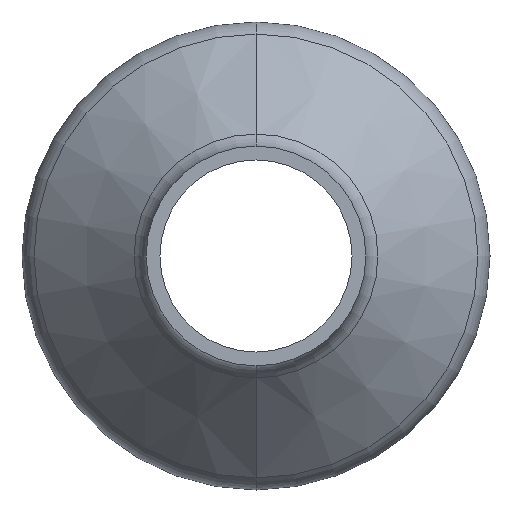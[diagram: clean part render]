
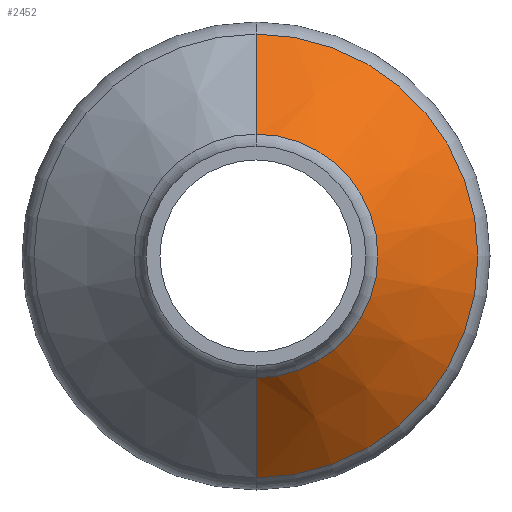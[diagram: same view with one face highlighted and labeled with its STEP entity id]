
A CAD part, front view. The second image highlights one B-rep face of the part: STEP entity #2452.
In plain terms, the highlighted conical face has half-angle 45 degrees and reference radius 34.1 mm.
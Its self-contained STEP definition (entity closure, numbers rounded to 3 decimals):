
#195 = VERTEX_POINT ( 'NONE', #1540 ) ;
#312 = DIRECTION ( 'NONE',  ( 0., 0., -1. ) ) ;
#584 = CIRCLE ( 'NONE', #3492, 17.757 ) ;
#823 = DIRECTION ( 'NONE',  ( 0., 0.707, -0.707 ) ) ;
#1001 = AXIS2_PLACEMENT_3D ( 'NONE', #5476, #7595, #8327 ) ;
#1339 = CIRCLE ( 'NONE', #1001, 32.343 ) ;
#1360 = CARTESIAN_POINT ( 'NONE',  ( 0., 4.272, 0. ) ) ;
#1540 = CARTESIAN_POINT ( 'NONE',  ( 0., 2.514, 32.343 ) ) ;
#2201 = ORIENTED_EDGE ( 'NONE', *, *, #4856, .T. ) ;
#2257 = EDGE_CURVE ( 'NONE', #4435, #195, #9102, .T. ) ;
#2452 = ADVANCED_FACE ( 'NONE', ( #3340 ), #5987, .T. ) ;
#2497 = CARTESIAN_POINT ( 'NONE',  ( 0., -12.071, 0. ) ) ;
#2751 = ORIENTED_EDGE ( 'NONE', *, *, #5837, .T. ) ;
#3059 = ORIENTED_EDGE ( 'NONE', *, *, #6675, .T. ) ;
#3116 = CARTESIAN_POINT ( 'NONE',  ( 0., 2.514, -32.343 ) ) ;
#3309 = DIRECTION ( 'NONE',  ( 0., 0.707, 0.707 ) ) ;
#3340 = FACE_OUTER_BOUND ( 'NONE', #8533, .T. ) ;
#3492 = AXIS2_PLACEMENT_3D ( 'NONE', #2497, #7314, #312 ) ;
#3947 = VERTEX_POINT ( 'NONE', #3116 ) ;
#4298 = DIRECTION ( 'NONE',  ( 0., 0., 1. ) ) ;
#4435 = VERTEX_POINT ( 'NONE', #4682 ) ;
#4682 = CARTESIAN_POINT ( 'NONE',  ( 0., -12.071, 17.757 ) ) ;
#4776 = CARTESIAN_POINT ( 'NONE',  ( 0., -12.071, -17.757 ) ) ;
#4785 = VECTOR ( 'NONE', #3309, 1000. ) ;
#4856 = EDGE_CURVE ( 'NONE', #3947, #195, #1339, .T. ) ;
#4883 = VECTOR ( 'NONE', #823, 1000. ) ;
#5414 = ORIENTED_EDGE ( 'NONE', *, *, #2257, .F. ) ;
#5476 = CARTESIAN_POINT ( 'NONE',  ( 0., 2.514, 0. ) ) ;
#5837 = EDGE_CURVE ( 'NONE', #6098, #3947, #6980, .T. ) ;
#5987 = CONICAL_SURFACE ( 'NONE', #8785, 34.1, 0.785 ) ;
#6098 = VERTEX_POINT ( 'NONE', #4776 ) ;
#6675 = EDGE_CURVE ( 'NONE', #4435, #6098, #584, .T. ) ;
#6803 = CARTESIAN_POINT ( 'NONE',  ( 0., 4.272, 34.1 ) ) ;
#6980 = LINE ( 'NONE', #7704, #4883 ) ;
#7314 = DIRECTION ( 'NONE',  ( 0., 1., 0. ) ) ;
#7595 = DIRECTION ( 'NONE',  ( 0., -1., 0. ) ) ;
#7704 = CARTESIAN_POINT ( 'NONE',  ( 0., 4.272, -34.1 ) ) ;
#8327 = DIRECTION ( 'NONE',  ( 0., 0., -1. ) ) ;
#8359 = DIRECTION ( 'NONE',  ( 0., 1., 0. ) ) ;
#8533 = EDGE_LOOP ( 'NONE', ( #3059, #2751, #2201, #5414 ) ) ;
#8785 = AXIS2_PLACEMENT_3D ( 'NONE', #1360, #8359, #4298 ) ;
#9102 = LINE ( 'NONE', #6803, #4785 ) ;
